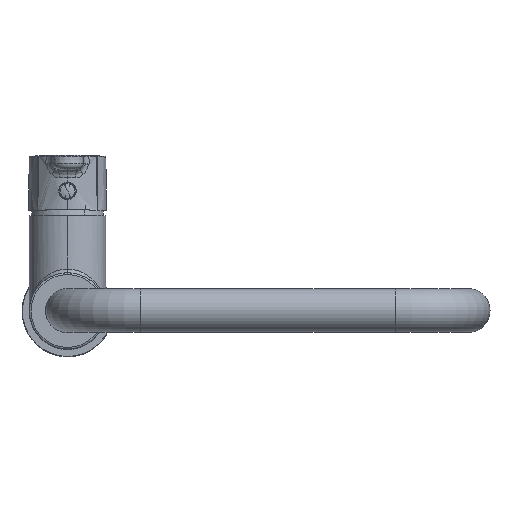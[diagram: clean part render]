
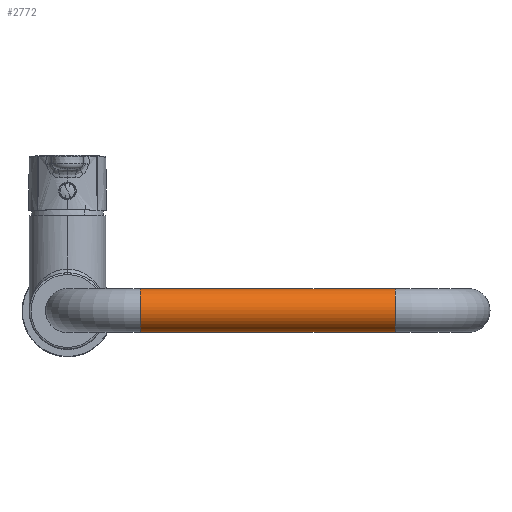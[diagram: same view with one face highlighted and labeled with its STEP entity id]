
A CAD part, top view. The second image highlights one B-rep face of the part: STEP entity #2772.
In plain terms, the highlighted cylindrical face has radius 12 mm (diameter 24 mm), a partial arc.
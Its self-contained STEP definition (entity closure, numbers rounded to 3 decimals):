
#2696=CARTESIAN_POINT('Vertex',(12.,180.,195.)) ;
#2698=CARTESIAN_POINT('Vertex',(-12.,180.,195.)) ;
#2718=CARTESIAN_POINT('Axis2P3D Location',(0.,180.,195.)) ;
#2730=CARTESIAN_POINT('Axis2P3D Location',(0.,110.,195.)) ;
#2739=CARTESIAN_POINT('Vertex',(12.,40.,195.)) ;
#2741=CARTESIAN_POINT('Vertex',(-12.,40.,195.)) ;
#2744=CARTESIAN_POINT('Line Origine',(-12.,110.,195.)) ;
#2749=CARTESIAN_POINT('Line Origine',(12.,110.,195.)) ;
#2761=CARTESIAN_POINT('Axis2P3D Location',(0.,40.,195.)) ;
#2746=VECTOR('Line Direction',#2745,1.) ;
#2751=VECTOR('Line Direction',#2750,1.) ;
#2719=DIRECTION('Axis2P3D Direction',(-0.,1.,0.)) ;
#2731=DIRECTION('Axis2P3D Direction',(-0.,1.,0.)) ;
#2732=DIRECTION('Axis2P3D XDirection',(1.,0.,0.)) ;
#2745=DIRECTION('Vector Direction',(0.,1.,0.)) ;
#2750=DIRECTION('Vector Direction',(0.,1.,0.)) ;
#2762=DIRECTION('Axis2P3D Direction',(-0.,1.,0.)) ;
#2720=AXIS2_PLACEMENT_3D('Circle Axis2P3D',#2718,#2719,$) ;
#2733=AXIS2_PLACEMENT_3D('Cylinder Axis2P3D',#2730,#2731,#2732) ;
#2763=AXIS2_PLACEMENT_3D('Circle Axis2P3D',#2761,#2762,$) ;
#2747=LINE('Line',#2744,#2746) ;
#2752=LINE('Line',#2749,#2751) ;
#2721=CIRCLE('generated circle',#2720,12.) ;
#2764=CIRCLE('generated circle',#2763,12.) ;
#2734=CYLINDRICAL_SURFACE('generated cylinder',#2733,12.) ;
#2722=EDGE_CURVE('',#2699,#2697,#2721,.T.) ;
#2748=EDGE_CURVE('',#2699,#2742,#2747,.F.) ;
#2753=EDGE_CURVE('',#2697,#2740,#2752,.F.) ;
#2765=EDGE_CURVE('',#2742,#2740,#2764,.T.) ;
#2767=ORIENTED_EDGE('',*,*,#2765,.T.) ;
#2768=ORIENTED_EDGE('',*,*,#2753,.F.) ;
#2769=ORIENTED_EDGE('',*,*,#2722,.F.) ;
#2770=ORIENTED_EDGE('',*,*,#2748,.T.) ;
#2766=EDGE_LOOP('',(#2767,#2768,#2769,#2770)) ;
#2697=VERTEX_POINT('',#2696) ;
#2699=VERTEX_POINT('',#2698) ;
#2740=VERTEX_POINT('',#2739) ;
#2742=VERTEX_POINT('',#2741) ;
#2772=ADVANCED_FACE('PartBody',(#2771),#2734,.T.) ;
#2771=FACE_OUTER_BOUND('',#2766,.T.) ;
